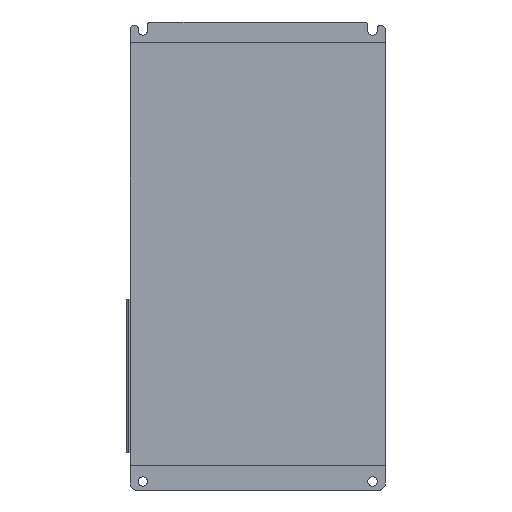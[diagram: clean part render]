
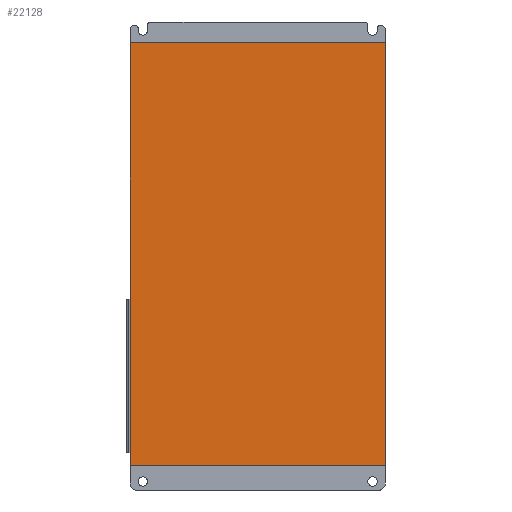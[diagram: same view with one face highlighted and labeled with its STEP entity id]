
A CAD part, front view. The second image highlights one B-rep face of the part: STEP entity #22128.
In plain terms, the highlighted planar face has unit normal (0, -1, 0).
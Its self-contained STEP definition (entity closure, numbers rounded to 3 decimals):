
#53 = VERTEX_POINT ( 'NONE', #21387 ) ;
#282 = EDGE_CURVE ( 'NONE', #53, #12360, #28202, .T. ) ;
#1593 = LINE ( 'NONE', #4620, #13531 ) ;
#3705 = VERTEX_POINT ( 'NONE', #6453 ) ;
#3907 = ORIENTED_EDGE ( 'NONE', *, *, #12415, .T. ) ;
#4457 = DIRECTION ( 'NONE',  ( -1., 0., 0. ) ) ;
#4613 = ORIENTED_EDGE ( 'NONE', *, *, #9482, .T. ) ;
#4620 = CARTESIAN_POINT ( 'NONE',  ( 0., -137.5, 249.5 ) ) ;
#4734 = CARTESIAN_POINT ( 'NONE',  ( -150., -137.5, 249.5 ) ) ;
#6453 = CARTESIAN_POINT ( 'NONE',  ( -150., -137.5, -247. ) ) ;
#7519 = VECTOR ( 'NONE', #24793, 1000. ) ;
#8650 = AXIS2_PLACEMENT_3D ( 'NONE', #21283, #21244, #21180 ) ;
#9482 = EDGE_CURVE ( 'NONE', #3705, #53, #27405, .T. ) ;
#12360 = VERTEX_POINT ( 'NONE', #26372 ) ;
#12415 = EDGE_CURVE ( 'NONE', #22614, #3705, #19595, .T. ) ;
#13531 = VECTOR ( 'NONE', #4457, 1000. ) ;
#13893 = EDGE_LOOP ( 'NONE', ( #24010, #3907, #4613, #15158 ) ) ;
#15158 = ORIENTED_EDGE ( 'NONE', *, *, #282, .T. ) ;
#17366 = EDGE_CURVE ( 'NONE', #12360, #22614, #1593, .T. ) ;
#18555 = DIRECTION ( 'NONE',  ( 0., 0., 1. ) ) ;
#18618 = CARTESIAN_POINT ( 'NONE',  ( 150., -137.5, 0. ) ) ;
#19595 = LINE ( 'NONE', #24788, #7519 ) ;
#21180 = DIRECTION ( 'NONE',  ( 0., 0., -1. ) ) ;
#21244 = DIRECTION ( 'NONE',  ( 0., -1., 0. ) ) ;
#21283 = CARTESIAN_POINT ( 'NONE',  ( 0., -137.5, 0. ) ) ;
#21342 = VECTOR ( 'NONE', #29184, 1000. ) ;
#21387 = CARTESIAN_POINT ( 'NONE',  ( 150., -137.5, -247. ) ) ;
#21983 = PLANE ( 'NONE',  #8650 ) ;
#22128 = ADVANCED_FACE ( 'NONE', ( #27977 ), #21983, .T. ) ;
#22614 = VERTEX_POINT ( 'NONE', #4734 ) ;
#24010 = ORIENTED_EDGE ( 'NONE', *, *, #17366, .T. ) ;
#24788 = CARTESIAN_POINT ( 'NONE',  ( -150., -137.5, 0. ) ) ;
#24793 = DIRECTION ( 'NONE',  ( 0., 0., -1. ) ) ;
#26372 = CARTESIAN_POINT ( 'NONE',  ( 150., -137.5, 249.5 ) ) ;
#26514 = VECTOR ( 'NONE', #18555, 1000. ) ;
#27405 = LINE ( 'NONE', #29406, #21342 ) ;
#27977 = FACE_OUTER_BOUND ( 'NONE', #13893, .T. ) ;
#28202 = LINE ( 'NONE', #18618, #26514 ) ;
#29184 = DIRECTION ( 'NONE',  ( 1., 0., 0. ) ) ;
#29406 = CARTESIAN_POINT ( 'NONE',  ( 0., -137.5, -247. ) ) ;
